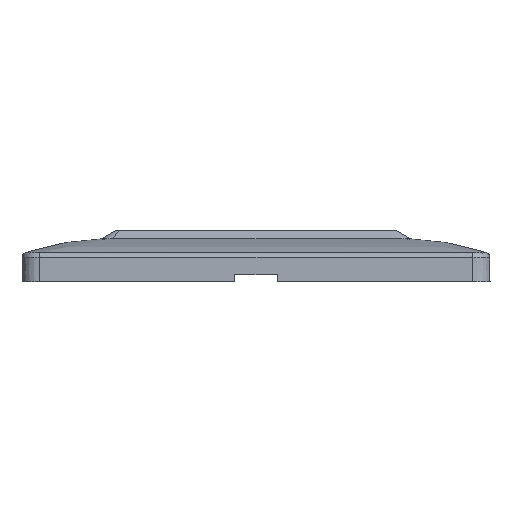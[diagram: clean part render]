
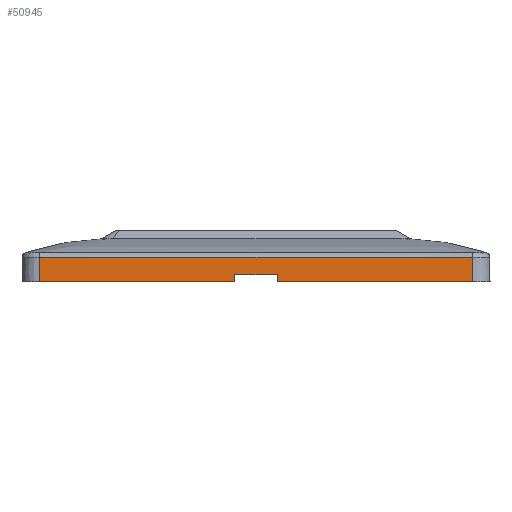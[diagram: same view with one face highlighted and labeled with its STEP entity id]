
A CAD part, left-side view. The second image highlights one B-rep face of the part: STEP entity #50945.
In plain terms, the highlighted planar face has unit normal (-1, 0, 0.018).
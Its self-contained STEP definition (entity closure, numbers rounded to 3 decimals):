
#934 = DIRECTION ( 'NONE',  ( 0.017, 0., 1. ) ) ;
#1672 = DIRECTION ( 'NONE',  ( -0.017, 0., -1. ) ) ;
#4053 = ORIENTED_EDGE ( 'NONE', *, *, #36688, .T. ) ;
#4334 = CARTESIAN_POINT ( 'NONE',  ( -102.926, 30.833, 4.231 ) ) ;
#4830 = CARTESIAN_POINT ( 'NONE',  ( -102.926, 33.917, 4.229 ) ) ;
#5075 = EDGE_CURVE ( 'NONE', #19663, #58503, #34914, .T. ) ;
#5394 = EDGE_CURVE ( 'NONE', #58503, #16184, #25262, .T. ) ;
#6331 = VECTOR ( 'NONE', #30732, 1000. ) ;
#6611 = VECTOR ( 'NONE', #934, 1000. ) ;
#6855 = ORIENTED_EDGE ( 'NONE', *, *, #43843, .F. ) ;
#7179 = VECTOR ( 'NONE', #13747, 1000. ) ;
#8963 = EDGE_CURVE ( 'NONE', #16184, #65468, #45758, .T. ) ;
#10639 = CARTESIAN_POINT ( 'NONE',  ( -102.926, -36.615, 4.221 ) ) ;
#10677 = VECTOR ( 'NONE', #70030, 1000. ) ;
#10693 = ORIENTED_EDGE ( 'NONE', *, *, #8963, .T. ) ;
#10698 = VERTEX_POINT ( 'NONE', #29000 ) ;
#11701 = LINE ( 'NONE', #31418, #46775 ) ;
#12406 = PLANE ( 'NONE',  #37110 ) ;
#12532 = CARTESIAN_POINT ( 'NONE',  ( -103., 3.6, 0. ) ) ;
#13159 = DIRECTION ( 'NONE',  ( -1., 0., 0.017 ) ) ;
#13747 = DIRECTION ( 'NONE',  ( -0.017, 0., -1. ) ) ;
#15469 = VECTOR ( 'NONE', #58243, 1000. ) ;
#15704 = CARTESIAN_POINT ( 'NONE',  ( -102.926, -30.833, 4.231 ) ) ;
#15925 = CARTESIAN_POINT ( 'NONE',  ( -103., 37., 0. ) ) ;
#16184 = VERTEX_POINT ( 'NONE', #15925 ) ;
#16433 = CARTESIAN_POINT ( 'NONE',  ( -102.926, 15.417, 4.227 ) ) ;
#16664 = CARTESIAN_POINT ( 'NONE',  ( -103., -3.6, 0. ) ) ;
#16665 = CARTESIAN_POINT ( 'NONE',  ( -102.927, 0., 4.205 ) ) ;
#17391 = CARTESIAN_POINT ( 'NONE',  ( -102.926, -37., 4.213 ) ) ;
#18682 = ORIENTED_EDGE ( 'NONE', *, *, #5394, .T. ) ;
#19663 = VERTEX_POINT ( 'NONE', #17391 ) ;
#21485 = CARTESIAN_POINT ( 'NONE',  ( -102.926, 6.167, 4.217 ) ) ;
#21903 = CARTESIAN_POINT ( 'NONE',  ( -102.979, -3.6, 1.2 ) ) ;
#21966 = CARTESIAN_POINT ( 'NONE',  ( -102.926, -29.292, 4.23 ) ) ;
#22206 = CARTESIAN_POINT ( 'NONE',  ( -102.926, 36.615, 4.221 ) ) ;
#25262 = LINE ( 'NONE', #47555, #6331 ) ;
#26553 = VERTEX_POINT ( 'NONE', #16664 ) ;
#27268 = CARTESIAN_POINT ( 'NONE',  ( -102.926, -24.667, 4.226 ) ) ;
#27741 = CARTESIAN_POINT ( 'NONE',  ( -102.926, 33.146, 4.23 ) ) ;
#29000 = CARTESIAN_POINT ( 'NONE',  ( -103., -37., 0. ) ) ;
#30732 = DIRECTION ( 'NONE',  ( -0.017, 0., -1. ) ) ;
#31418 = CARTESIAN_POINT ( 'NONE',  ( -103., -3.6, 0. ) ) ;
#31421 = VERTEX_POINT ( 'NONE', #63610 ) ;
#31497 = EDGE_LOOP ( 'NONE', ( #6855, #43704, #18682, #10693, #4053, #32416, #72524, #45978 ) ) ;
#31989 = CARTESIAN_POINT ( 'NONE',  ( -102.926, 37., 4.213 ) ) ;
#32416 = ORIENTED_EDGE ( 'NONE', *, *, #37859, .F. ) ;
#33074 = CARTESIAN_POINT ( 'NONE',  ( -102.926, 21.583, 4.225 ) ) ;
#33317 = CARTESIAN_POINT ( 'NONE',  ( -102.926, -33.917, 4.229 ) ) ;
#33571 = CARTESIAN_POINT ( 'NONE',  ( -102.926, 35.458, 4.224 ) ) ;
#33676 = LINE ( 'NONE', #71335, #65114 ) ;
#33891 = CARTESIAN_POINT ( 'NONE',  ( -103., 37., 0. ) ) ;
#34882 = VERTEX_POINT ( 'NONE', #21903 ) ;
#34914 = B_SPLINE_CURVE_WITH_KNOTS ( 'NONE', 3,
 ( #56435, #10639, #39318, #45361, #61970, #33317, #45118, #15704, #21966, #27268, #73787, #50632, #55967, #68212, #16665, #21485, #62224, #16433, #33074, #61738, #67490, #4334, #27741, #4830, #67981, #33571, #73295, #22206, #44629 ),
 .UNSPECIFIED., .F., .F.,
 ( 4, 2, 2, 2, 2, 2, 2, 1, 2, 2, 2, 2, 2, 2, 4 ),
 ( 0., 0.001, 0.002, 0.005, 0.009, 0.018, 0.028, 0.037, 0.046, 0.055, 0.065, 0.069, 0.072, 0.073, 0.074 ),
 .UNSPECIFIED. ) ;
#36018 = LINE ( 'NONE', #48209, #7179 ) ;
#36688 = EDGE_CURVE ( 'NONE', #65468, #31421, #42685, .T. ) ;
#37110 = AXIS2_PLACEMENT_3D ( 'NONE', #53682, #13159, #58964 ) ;
#37859 = EDGE_CURVE ( 'NONE', #34882, #31421, #33676, .T. ) ;
#39318 = CARTESIAN_POINT ( 'NONE',  ( -102.926, -36.229, 4.222 ) ) ;
#42685 = LINE ( 'NONE', #12532, #6611 ) ;
#43704 = ORIENTED_EDGE ( 'NONE', *, *, #5075, .T. ) ;
#43843 = EDGE_CURVE ( 'NONE', #19663, #10698, #36018, .T. ) ;
#44629 = CARTESIAN_POINT ( 'NONE',  ( -102.926, 37., 4.213 ) ) ;
#45118 = CARTESIAN_POINT ( 'NONE',  ( -102.926, -33.146, 4.23 ) ) ;
#45361 = CARTESIAN_POINT ( 'NONE',  ( -102.926, -35.458, 4.224 ) ) ;
#45758 = LINE ( 'NONE', #33891, #10677 ) ;
#45978 = ORIENTED_EDGE ( 'NONE', *, *, #47484, .T. ) ;
#46775 = VECTOR ( 'NONE', #1672, 1000. ) ;
#47148 = CARTESIAN_POINT ( 'NONE',  ( -103., 37., 0. ) ) ;
#47484 = EDGE_CURVE ( 'NONE', #26553, #10698, #48727, .T. ) ;
#47555 = CARTESIAN_POINT ( 'NONE',  ( -103., 37., 0. ) ) ;
#48209 = CARTESIAN_POINT ( 'NONE',  ( -103., -37., 0. ) ) ;
#48698 = DIRECTION ( 'NONE',  ( 0., 1., 0. ) ) ;
#48727 = LINE ( 'NONE', #47148, #15469 ) ;
#50632 = CARTESIAN_POINT ( 'NONE',  ( -102.926, -15.417, 4.227 ) ) ;
#50945 = ADVANCED_FACE ( 'NONE', ( #52338 ), #12406, .T. ) ;
#52338 = FACE_OUTER_BOUND ( 'NONE', #31497, .T. ) ;
#53170 = CARTESIAN_POINT ( 'NONE',  ( -103., 3.6, 0. ) ) ;
#53682 = CARTESIAN_POINT ( 'NONE',  ( -103., 37., 0. ) ) ;
#54041 = EDGE_CURVE ( 'NONE', #34882, #26553, #11701, .T. ) ;
#55967 = CARTESIAN_POINT ( 'NONE',  ( -102.926, -12.333, 4.226 ) ) ;
#56435 = CARTESIAN_POINT ( 'NONE',  ( -102.926, -37., 4.213 ) ) ;
#58243 = DIRECTION ( 'NONE',  ( 0., -1., 0. ) ) ;
#58503 = VERTEX_POINT ( 'NONE', #31989 ) ;
#58964 = DIRECTION ( 'NONE',  ( 0.017, 0., 1. ) ) ;
#61738 = CARTESIAN_POINT ( 'NONE',  ( -102.926, 24.667, 4.226 ) ) ;
#61970 = CARTESIAN_POINT ( 'NONE',  ( -102.926, -35.073, 4.225 ) ) ;
#62224 = CARTESIAN_POINT ( 'NONE',  ( -102.926, 12.333, 4.226 ) ) ;
#63610 = CARTESIAN_POINT ( 'NONE',  ( -102.979, 3.6, 1.2 ) ) ;
#65114 = VECTOR ( 'NONE', #48698, 1000. ) ;
#65468 = VERTEX_POINT ( 'NONE', #53170 ) ;
#67490 = CARTESIAN_POINT ( 'NONE',  ( -102.926, 29.292, 4.23 ) ) ;
#67981 = CARTESIAN_POINT ( 'NONE',  ( -102.926, 35.073, 4.225 ) ) ;
#68212 = CARTESIAN_POINT ( 'NONE',  ( -102.926, -6.167, 4.217 ) ) ;
#70030 = DIRECTION ( 'NONE',  ( 0., -1., 0. ) ) ;
#71335 = CARTESIAN_POINT ( 'NONE',  ( -102.979, 37., 1.2 ) ) ;
#72524 = ORIENTED_EDGE ( 'NONE', *, *, #54041, .T. ) ;
#73295 = CARTESIAN_POINT ( 'NONE',  ( -102.926, 36.229, 4.222 ) ) ;
#73787 = CARTESIAN_POINT ( 'NONE',  ( -102.926, -21.583, 4.225 ) ) ;
